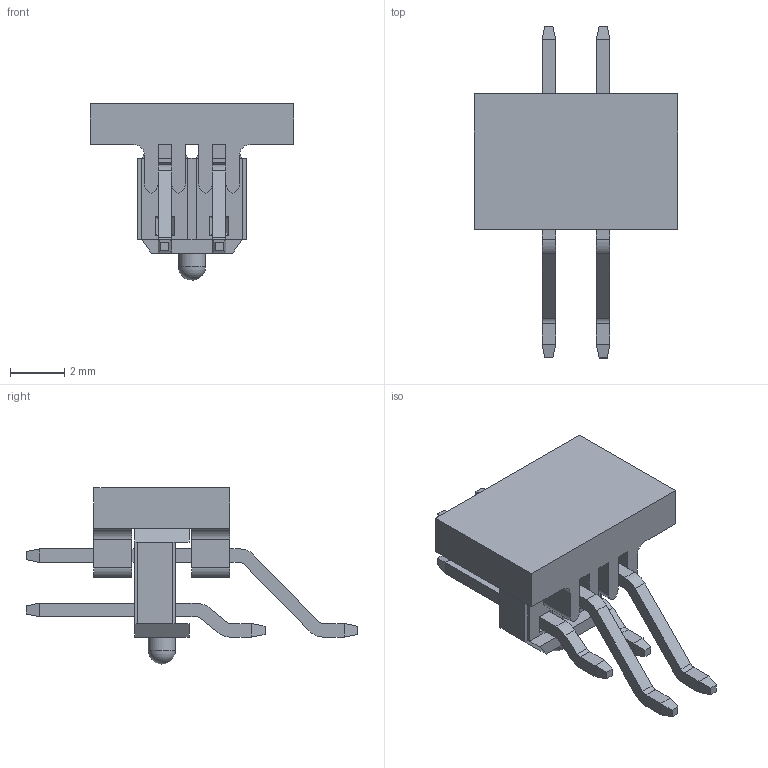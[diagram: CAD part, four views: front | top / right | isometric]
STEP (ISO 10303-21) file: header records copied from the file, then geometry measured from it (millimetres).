
FILE_DESCRIPTION(/* description */ ('Unknown'),/* implementation_level */ '2;1');
FILE_NAME(/* name */ 'J_Wurth_WR-PHD_621304284521',/* time_stamp */ '2025-04-24T15:14:52+08:00',/* author */ ('Unknown'),/* organization */ ('Unknown'),/* preprocessor_version */ 'ST-DEVELOPER v19.4',/* originating_system */ 'Solid Edge',/* authorisation */ 'Unknown');
FILE_SCHEMA (('AUTOMOTIVE_DESIGN {1 0 10303 214 3 1 1}'));
Length unit declared in the file: millimetre
Products named in the file (2): J_Wurth_WR-PHD_621304284521
Assembly tree (1 placements, depth 2):
  J_Wurth_WR-PHD_621304284521
    J_Wurth_WR-PHD_621304284521
Bounding box: 7.5 x 12.22 x 6.5 mm (x, y, z)
Volume: 99.6 mm3; surface area: 284.1 mm2
Topology: 1 solids, 1 shells, 226 faces, 598 edges, 366 vertices
Faces by surface type: plane 188, cylinder 37, sphere 1
Full cylindrical faces by diameter (mm): 1 x1
Entity records: 8542 total; most frequent: ORIENTED_EDGE 1188, CARTESIAN_POINT 1186, DIRECTION 1124, EDGE_CURVE 594, LINE 520, VECTOR 520, VERTEX_POINT 364, AXIS2_PLACEMENT_3D 302
